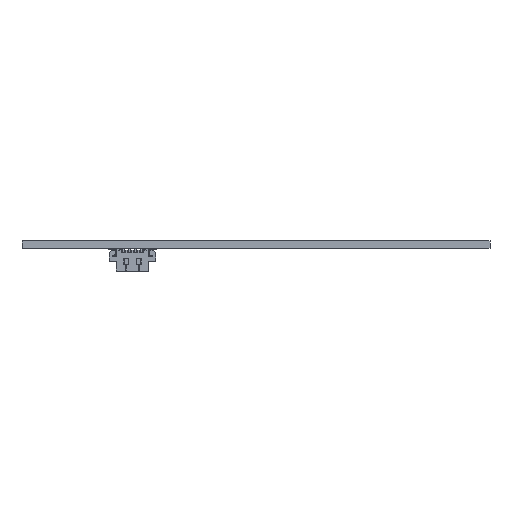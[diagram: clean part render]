
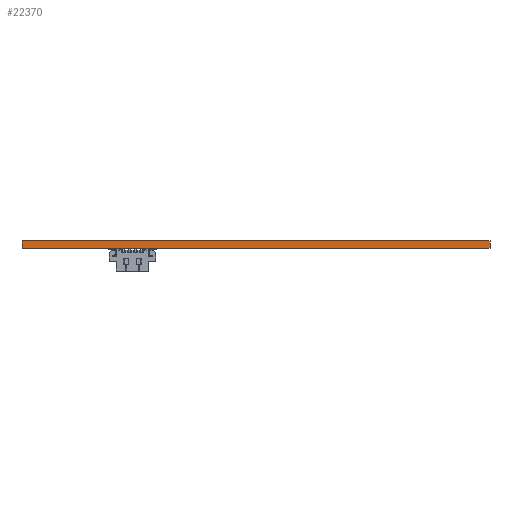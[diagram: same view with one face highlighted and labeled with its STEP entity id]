
A CAD part, front view. The second image highlights one B-rep face of the part: STEP entity #22370.
In plain terms, the highlighted planar face has unit normal (0, -1, 0).
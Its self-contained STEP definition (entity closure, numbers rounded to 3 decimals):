
#22370 = ADVANCED_FACE('',(#22371),#22385,.T.);
#22371 = FACE_BOUND('',#22372,.T.);
#22372 = EDGE_LOOP('',(#22373,#22408,#22436,#22464));
#22373 = ORIENTED_EDGE('',*,*,#22374,.T.);
#22374 = EDGE_CURVE('',#22375,#22377,#22379,.T.);
#22375 = VERTEX_POINT('',#22376);
#22376 = CARTESIAN_POINT('',(189.309,-118.29,0.));
#22377 = VERTEX_POINT('',#22378);
#22378 = CARTESIAN_POINT('',(189.309,-118.29,1.6));
#22379 = SURFACE_CURVE('',#22380,(#22384,#22396),.PCURVE_S1.);
#22380 = LINE('',#22381,#22382);
#22381 = CARTESIAN_POINT('',(189.309,-118.29,0.));
#22382 = VECTOR('',#22383,1.);
#22383 = DIRECTION('',(0.,0.,1.));
#22384 = PCURVE('',#22385,#22390);
#22385 = PLANE('',#22386);
#22386 = AXIS2_PLACEMENT_3D('',#22387,#22388,#22389);
#22387 = CARTESIAN_POINT('',(189.309,-118.29,0.));
#22388 = DIRECTION('',(0.,-1.,0.));
#22389 = DIRECTION('',(-1.,0.,0.));
#22390 = DEFINITIONAL_REPRESENTATION('',(#22391),#22395);
#22391 = LINE('',#22392,#22393);
#22392 = CARTESIAN_POINT('',(0.,0.));
#22393 = VECTOR('',#22394,1.);
#22394 = DIRECTION('',(0.,-1.));
#22395 = ( GEOMETRIC_REPRESENTATION_CONTEXT(2) 
PARAMETRIC_REPRESENTATION_CONTEXT() REPRESENTATION_CONTEXT('2D SPACE',''
  ) );
#22396 = PCURVE('',#22397,#22402);
#22397 = PLANE('',#22398);
#22398 = AXIS2_PLACEMENT_3D('',#22399,#22400,#22401);
#22399 = CARTESIAN_POINT('',(189.309,-107.292,0.));
#22400 = DIRECTION('',(1.,0.,0.));
#22401 = DIRECTION('',(0.,-1.,0.));
#22402 = DEFINITIONAL_REPRESENTATION('',(#22403),#22407);
#22403 = LINE('',#22404,#22405);
#22404 = CARTESIAN_POINT('',(10.998,0.));
#22405 = VECTOR('',#22406,1.);
#22406 = DIRECTION('',(0.,-1.));
#22407 = ( GEOMETRIC_REPRESENTATION_CONTEXT(2) 
PARAMETRIC_REPRESENTATION_CONTEXT() REPRESENTATION_CONTEXT('2D SPACE',''
  ) );
#22408 = ORIENTED_EDGE('',*,*,#22409,.T.);
#22409 = EDGE_CURVE('',#22377,#22410,#22412,.T.);
#22410 = VERTEX_POINT('',#22411);
#22411 = CARTESIAN_POINT('',(91.29,-118.265,1.6));
#22412 = SURFACE_CURVE('',#22413,(#22417,#22424),.PCURVE_S1.);
#22413 = LINE('',#22414,#22415);
#22414 = CARTESIAN_POINT('',(189.309,-118.29,1.6));
#22415 = VECTOR('',#22416,1.);
#22416 = DIRECTION('',(-1.,0.,0.));
#22417 = PCURVE('',#22385,#22418);
#22418 = DEFINITIONAL_REPRESENTATION('',(#22419),#22423);
#22419 = LINE('',#22420,#22421);
#22420 = CARTESIAN_POINT('',(0.,-1.6));
#22421 = VECTOR('',#22422,1.);
#22422 = DIRECTION('',(1.,0.));
#22423 = ( GEOMETRIC_REPRESENTATION_CONTEXT(2) 
PARAMETRIC_REPRESENTATION_CONTEXT() REPRESENTATION_CONTEXT('2D SPACE',''
  ) );
#22424 = PCURVE('',#22425,#22430);
#22425 = PLANE('',#22426);
#22426 = AXIS2_PLACEMENT_3D('',#22427,#22428,#22429);
#22427 = CARTESIAN_POINT('',(140.302,-83.892,1.6));
#22428 = DIRECTION('',(0.,0.,-1.));
#22429 = DIRECTION('',(-1.,0.,0.));
#22430 = DEFINITIONAL_REPRESENTATION('',(#22431),#22435);
#22431 = LINE('',#22432,#22433);
#22432 = CARTESIAN_POINT('',(-49.007,-34.399));
#22433 = VECTOR('',#22434,1.);
#22434 = DIRECTION('',(1.,0.));
#22435 = ( GEOMETRIC_REPRESENTATION_CONTEXT(2) 
PARAMETRIC_REPRESENTATION_CONTEXT() REPRESENTATION_CONTEXT('2D SPACE',''
  ) );
#22436 = ORIENTED_EDGE('',*,*,#22437,.F.);
#22437 = EDGE_CURVE('',#22438,#22410,#22440,.T.);
#22438 = VERTEX_POINT('',#22439);
#22439 = CARTESIAN_POINT('',(91.29,-118.265,0.));
#22440 = SURFACE_CURVE('',#22441,(#22445,#22452),.PCURVE_S1.);
#22441 = LINE('',#22442,#22443);
#22442 = CARTESIAN_POINT('',(91.29,-118.265,0.));
#22443 = VECTOR('',#22444,1.);
#22444 = DIRECTION('',(0.,0.,1.));
#22445 = PCURVE('',#22385,#22446);
#22446 = DEFINITIONAL_REPRESENTATION('',(#22447),#22451);
#22447 = LINE('',#22448,#22449);
#22448 = CARTESIAN_POINT('',(98.019,0.));
#22449 = VECTOR('',#22450,1.);
#22450 = DIRECTION('',(0.,-1.));
#22451 = ( GEOMETRIC_REPRESENTATION_CONTEXT(2) 
PARAMETRIC_REPRESENTATION_CONTEXT() REPRESENTATION_CONTEXT('2D SPACE',''
  ) );
#22452 = PCURVE('',#22453,#22458);
#22453 = PLANE('',#22454);
#22454 = AXIS2_PLACEMENT_3D('',#22455,#22456,#22457);
#22455 = CARTESIAN_POINT('',(91.29,-118.265,0.));
#22456 = DIRECTION('',(-1.,0.,0.));
#22457 = DIRECTION('',(0.,1.,0.));
#22458 = DEFINITIONAL_REPRESENTATION('',(#22459),#22463);
#22459 = LINE('',#22460,#22461);
#22460 = CARTESIAN_POINT('',(0.,0.));
#22461 = VECTOR('',#22462,1.);
#22462 = DIRECTION('',(0.,-1.));
#22463 = ( GEOMETRIC_REPRESENTATION_CONTEXT(2) 
PARAMETRIC_REPRESENTATION_CONTEXT() REPRESENTATION_CONTEXT('2D SPACE',''
  ) );
#22464 = ORIENTED_EDGE('',*,*,#22465,.F.);
#22465 = EDGE_CURVE('',#22375,#22438,#22466,.T.);
#22466 = SURFACE_CURVE('',#22467,(#22471,#22478),.PCURVE_S1.);
#22467 = LINE('',#22468,#22469);
#22468 = CARTESIAN_POINT('',(189.309,-118.29,0.));
#22469 = VECTOR('',#22470,1.);
#22470 = DIRECTION('',(-1.,0.,0.));
#22471 = PCURVE('',#22385,#22472);
#22472 = DEFINITIONAL_REPRESENTATION('',(#22473),#22477);
#22473 = LINE('',#22474,#22475);
#22474 = CARTESIAN_POINT('',(0.,0.));
#22475 = VECTOR('',#22476,1.);
#22476 = DIRECTION('',(1.,0.));
#22477 = ( GEOMETRIC_REPRESENTATION_CONTEXT(2) 
PARAMETRIC_REPRESENTATION_CONTEXT() REPRESENTATION_CONTEXT('2D SPACE',''
  ) );
#22478 = PCURVE('',#22479,#22484);
#22479 = PLANE('',#22480);
#22480 = AXIS2_PLACEMENT_3D('',#22481,#22482,#22483);
#22481 = CARTESIAN_POINT('',(140.302,-83.892,0.));
#22482 = DIRECTION('',(0.,0.,-1.));
#22483 = DIRECTION('',(-1.,0.,0.));
#22484 = DEFINITIONAL_REPRESENTATION('',(#22485),#22489);
#22485 = LINE('',#22486,#22487);
#22486 = CARTESIAN_POINT('',(-49.007,-34.399));
#22487 = VECTOR('',#22488,1.);
#22488 = DIRECTION('',(1.,0.));
#22489 = ( GEOMETRIC_REPRESENTATION_CONTEXT(2) 
PARAMETRIC_REPRESENTATION_CONTEXT() REPRESENTATION_CONTEXT('2D SPACE',''
  ) );
